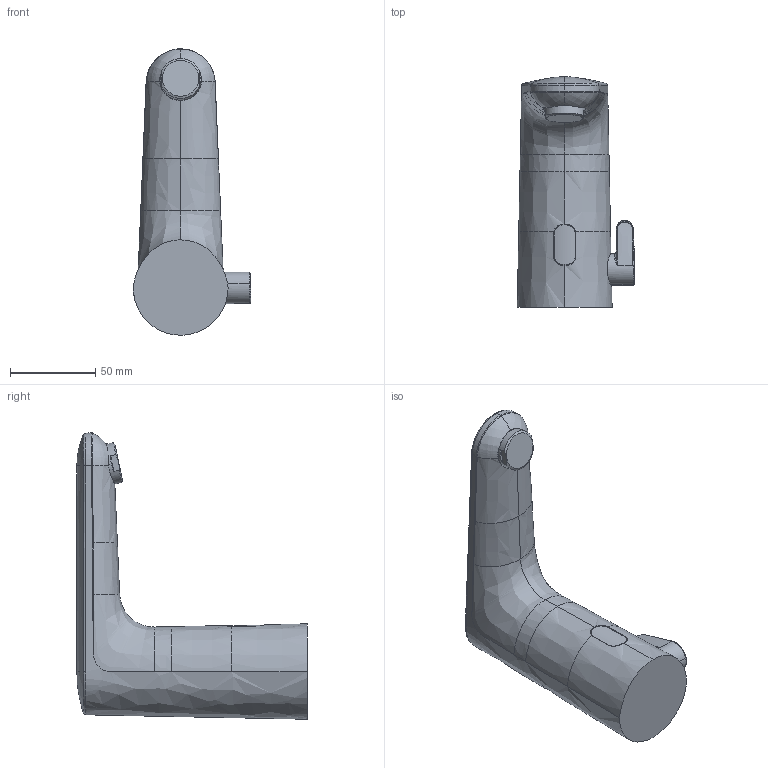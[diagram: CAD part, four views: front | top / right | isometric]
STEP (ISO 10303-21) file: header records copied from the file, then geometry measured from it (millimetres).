
FILE_DESCRIPTION (( 'STEP AP203' ), '1' );
FILE_NAME ('91002009(2023)+91002219(2023)+91102009(2023)+91102219(2023)+92031129(2023)+92602009(2023)+92602219(2023)+92631129(2023)+92702009(2023)+92702219(2023)+92731129(2023)+93202009(2023).STEP', '2023-04-26T07:00:33', ( '' ), ( '' ), 'SwSTEP 2.0', 'SolidWorks 2016', '' );
FILE_SCHEMA (( 'CONFIG_CONTROL_DESIGN' ));
Length unit declared in the file: millimetre
Products named in the file (1): 91002009(2023)+91002219(2023)+91102009(2023)+91102219(2023)+92031129(2023)+92602009(2023)+92602219(2023)+92631129(2023)+92702009(2023)+92702219(2023)+92731129(2023)+93202009(2023)
Bounding box: 68.92 x 135 x 167.92 mm (x, y, z)
Volume: 395834.3 mm3; surface area: 40101.4 mm2
Topology: 1 solids, 1 shells, 103 faces, 255 edges, 153 vertices
Faces by surface type: bspline 73, plane 17, cylinder 11, cone 2
Entity records: 24279 total; most frequent: CARTESIAN_POINT 22439, ORIENTED_EDGE 502, EDGE_CURVE 251, B_SPLINE_CURVE_WITH_KNOTS 181, VERTEX_POINT 153, DIRECTION 140, EDGE_LOOP 106, FACE_OUTER_BOUND 103
